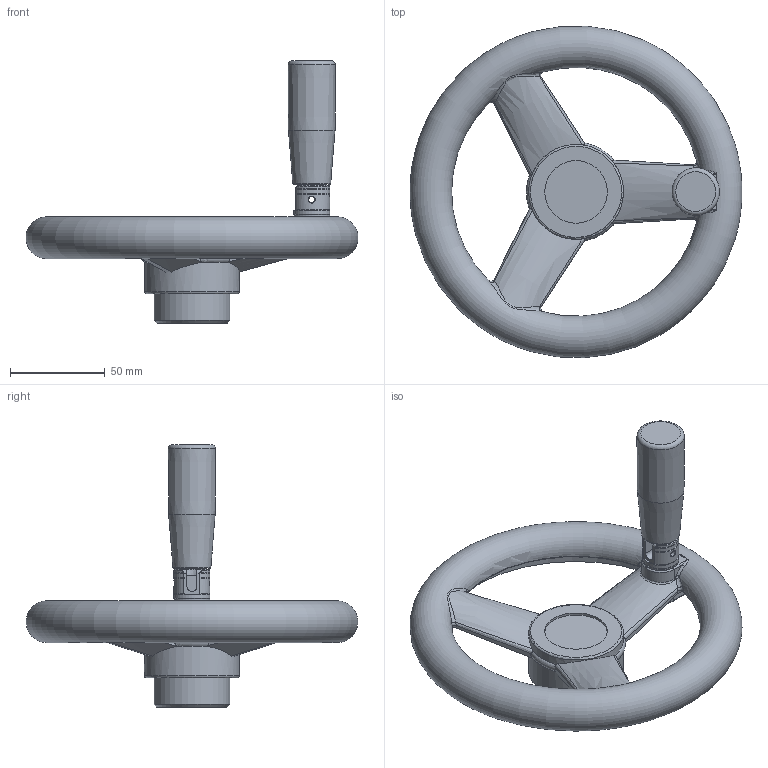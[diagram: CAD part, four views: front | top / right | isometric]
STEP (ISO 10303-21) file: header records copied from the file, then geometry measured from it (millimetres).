
FILE_DESCRIPTION( ( 'Unknown' ), '1' );
FILE_NAME( '6152015_VR175-MR.stp', 'Unknown', ( 'Unknown' ), ( 'Unknown' ), 'PSStep 10.0', 'Unknown', ' ' );
FILE_SCHEMA( ( 'automotive_design' ) );
Length unit declared in the file: millimetre
Products named in the file (2): 6152015
Bounding box: 174.9 x 174.63 x 138.19 mm (x, y, z)
Volume: 297120.7 mm3; surface area: 65297.1 mm2
Topology: 2 solids, 5 shells, 180 faces, 464 edges, 293 vertices
Faces by surface type: plane 59, bspline 45, cylinder 39, torus 22, cone 15
Full cylindrical faces by diameter (mm): 2.5 x1, 3.25 x2, 6 x3, 6.1 x1, 8.31 x1, 9 x1, 9.339 x1, 10.716 x1, 12 x2, 12.682 x1, 19 x2, 32 x1, 33 x1, 40 x1, 50 x2
Entity records: 12437 total; most frequent: CARTESIAN_POINT 7291, ORIENTED_EDGE 796, DIRECTION 631, EDGE_CURVE 398, VERTEX_POINT 273, AXIS2_PLACEMENT_3D 268, EDGE_LOOP 238, FACE_OUTER_BOUND 212
